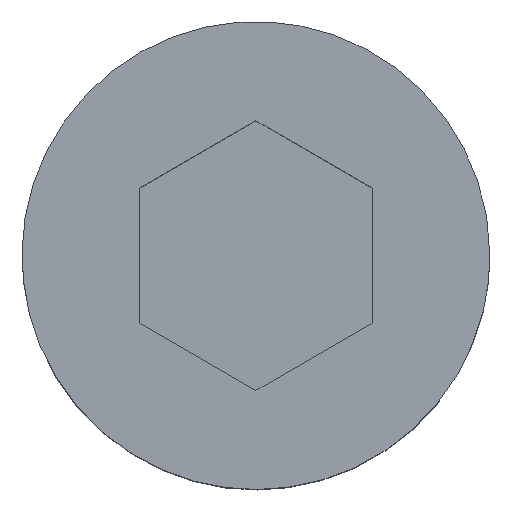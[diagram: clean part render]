
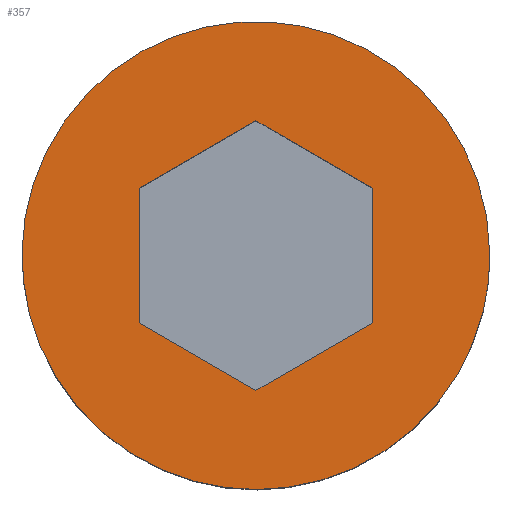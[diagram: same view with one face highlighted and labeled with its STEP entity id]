
A CAD part, top view. The second image highlights one B-rep face of the part: STEP entity #357.
In plain terms, the highlighted planar face has unit normal (0, 0, 1).
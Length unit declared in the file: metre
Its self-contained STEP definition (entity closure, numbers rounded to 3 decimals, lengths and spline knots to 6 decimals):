
#6 = CARTESIAN_POINT('NONE', (0.003975, 0, 0.004826));
#7 = VERTEX_POINT('NONE', #6);
#12 = CARTESIAN_POINT('NONE', (0.001984, 0.001146, 0.004826));
#13 = VERTEX_POINT('NONE', #12);
#14 = CARTESIAN_POINT('NONE', (0.001984, 0, 0.004826));
#15 = VERTEX_POINT('NONE', #14);
#18 = CARTESIAN_POINT('NONE', (0., 0.002291, 0.004826));
#19 = VERTEX_POINT('NONE', #18);
#22 = CARTESIAN_POINT('NONE', (-0.001984, 0.001146, 0.004826));
#23 = VERTEX_POINT('NONE', #22);
#26 = CARTESIAN_POINT('NONE', (-0.001984, -0.001146, 0.004826));
#27 = VERTEX_POINT('NONE', #26);
#30 = CARTESIAN_POINT('NONE', (0., -0.002291, 0.004826));
#31 = VERTEX_POINT('NONE', #30);
#34 = CARTESIAN_POINT('NONE', (0.001984, -0.001146, 0.004826));
#35 = VERTEX_POINT('NONE', #34);
#54 = CARTESIAN_POINT('NONE', (0.003975, 0, 0.004826));
#55 = CARTESIAN_POINT('NONE', (0.003975, 0.003975, 0.004826));
#56 = CARTESIAN_POINT('NONE', (0., 0.003975, 0.004826));
#57 = CARTESIAN_POINT('NONE', (-0.003975, 0.003975, 0.004826));
#58 = CARTESIAN_POINT('NONE', (-0.003975, 0., 0.004826));
#59 = CARTESIAN_POINT('NONE', (-0.003975, -0.003975, 0.004826));
#60 = CARTESIAN_POINT('NONE', (0., -0.003975, 0.004826));
#61 = CARTESIAN_POINT('NONE', (0.003975, -0.003975, 0.004826));
#62 = CARTESIAN_POINT('NONE', (0.003975, 0, 0.004826));
#63 = (
  BOUNDED_CURVE()
  B_SPLINE_CURVE(2, (#54, #55, #56, #57, #58, #59, #60, #61, #62), .UNSPECIFIED., .F., .F.)
  B_SPLINE_CURVE_WITH_KNOTS((3, 2, 2, 2, 3), (0, 0.25, 0.5, 0.75, 1), .UNSPECIFIED.)
  CURVE()
  GEOMETRIC_REPRESENTATION_ITEM()
  RATIONAL_B_SPLINE_CURVE((1, 0.707, 1, 0.707, 1, 0.707, 1, 0.707, 1))
  REPRESENTATION_ITEM('NONE')
);
#72 = DIRECTION('NONE', (0., 1, 0));
#73 = VECTOR('NONE', #72, 1);
#74 = CARTESIAN_POINT('NONE', (0.001984, 0, 0.004826));
#75 = LINE('NONE', #74, #73);
#88 = DIRECTION('NONE', (-0.866, 0.5, 0));
#89 = VECTOR('NONE', #88, 1);
#90 = CARTESIAN_POINT('NONE', (0.001984, 0.001146, 0.004826));
#91 = LINE('NONE', #90, #89);
#100 = DIRECTION('NONE', (-0.866, -0.5, 0));
#101 = VECTOR('NONE', #100, 1);
#102 = CARTESIAN_POINT('NONE', (0., 0.002291, 0.004826));
#103 = LINE('NONE', #102, #101);
#112 = DIRECTION('NONE', (0., -1, 0));
#113 = VECTOR('NONE', #112, 1);
#114 = CARTESIAN_POINT('NONE', (-0.001984, 0.001146, 0.004826));
#115 = LINE('NONE', #114, #113);
#124 = DIRECTION('NONE', (0.866, -0.5, 0));
#125 = VECTOR('NONE', #124, 1);
#126 = CARTESIAN_POINT('NONE', (-0.001984, -0.001146, 0.004826));
#127 = LINE('NONE', #126, #125);
#136 = DIRECTION('NONE', (0.866, 0.5, 0));
#137 = VECTOR('NONE', #136, 1);
#138 = CARTESIAN_POINT('NONE', (0., -0.002291, 0.004826));
#139 = LINE('NONE', #138, #137);
#144 = DIRECTION('NONE', (0, 1, 0));
#145 = VECTOR('NONE', #144, 1);
#146 = CARTESIAN_POINT('NONE', (0.001984, -0.001146, 0.004826));
#147 = LINE('NONE', #146, #145);
#174 = EDGE_CURVE('NONE', #7, #7, #63, .T.);
#177 = EDGE_CURVE('NONE', #15, #13, #75, .T.);
#181 = EDGE_CURVE('NONE', #13, #19, #91, .T.);
#184 = EDGE_CURVE('NONE', #19, #23, #103, .T.);
#187 = EDGE_CURVE('NONE', #23, #27, #115, .T.);
#190 = EDGE_CURVE('NONE', #27, #31, #127, .T.);
#193 = EDGE_CURVE('NONE', #31, #35, #139, .T.);
#195 = EDGE_CURVE('NONE', #35, #15, #147, .T.);
#206 = ORIENTED_EDGE('NONE', *, *, #174, .T.);
#207 = EDGE_LOOP('NONE', (#206));
#251 = ORIENTED_EDGE('NONE', *, *, #195, .F.);
#252 = ORIENTED_EDGE('NONE', *, *, #193, .F.);
#253 = ORIENTED_EDGE('NONE', *, *, #190, .F.);
#254 = ORIENTED_EDGE('NONE', *, *, #187, .F.);
#255 = ORIENTED_EDGE('NONE', *, *, #184, .F.);
#256 = ORIENTED_EDGE('NONE', *, *, #181, .F.);
#257 = ORIENTED_EDGE('NONE', *, *, #177, .F.);
#258 = EDGE_LOOP('NONE', (#251, #252, #253, #254, #255, #256, #257));
#291 = CARTESIAN_POINT('NONE', (0, 0, 0.004826));
#292 = DIRECTION('NONE', (0, 0, 1));
#293 = AXIS2_PLACEMENT_3D('NONE', #291, #292, $);
#294 = PLANE('NONE', #293);
#355 = FACE_OUTER_BOUND('NONE', #207, .T.);
#356 = FACE_BOUND('NONE', #258, .T.);
#357 = ADVANCED_FACE('NONE', (#355, #356), #294, .T.);
